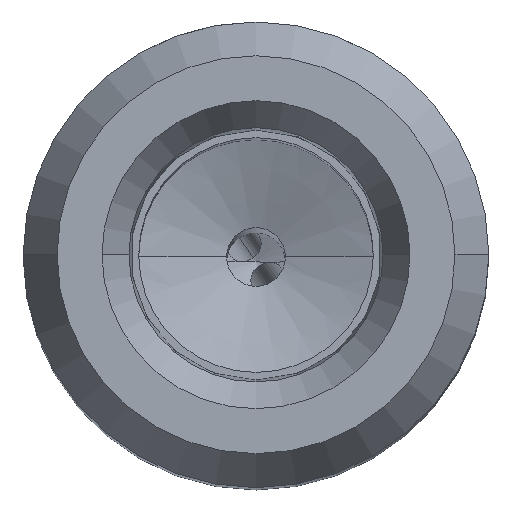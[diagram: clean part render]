
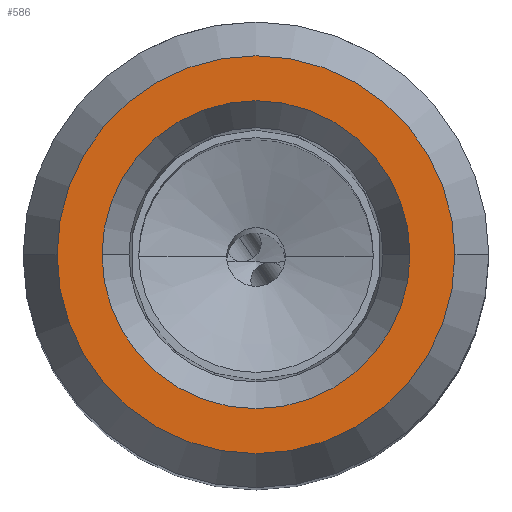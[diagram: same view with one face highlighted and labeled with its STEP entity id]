
A CAD part, top view. The second image highlights one B-rep face of the part: STEP entity #586.
In plain terms, the highlighted planar face has unit normal (0, 0, 1).
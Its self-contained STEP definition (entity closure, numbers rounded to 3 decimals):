
#61=FACE_BOUND('',#1057,.T.);
#62=FACE_BOUND('',#1058,.T.);
#89=PLANE('',#4524);
#586=ADVANCED_FACE('',(#61,#62),#89,.T.);
#1057=EDGE_LOOP('',(#1907,#1908));
#1058=EDGE_LOOP('',(#1909,#1910));
#1907=ORIENTED_EDGE('',*,*,#3676,.T.);
#1908=ORIENTED_EDGE('',*,*,#3677,.T.);
#1909=ORIENTED_EDGE('',*,*,#3678,.T.);
#1910=ORIENTED_EDGE('',*,*,#3679,.T.);
#3163=VERTEX_POINT('',#7449);
#3164=VERTEX_POINT('',#7451);
#3165=VERTEX_POINT('',#7457);
#3166=VERTEX_POINT('',#7458);
#3676=EDGE_CURVE('',#3163,#3164,#4235,.T.);
#3677=EDGE_CURVE('',#3164,#3163,#4236,.T.);
#3678=EDGE_CURVE('',#3165,#3166,#4237,.T.);
#3679=EDGE_CURVE('',#3166,#3165,#4238,.T.);
#4235=CIRCLE('',#4518,5.25);
#4236=CIRCLE('',#4520,5.25);
#4237=CIRCLE('',#4522,6.783);
#4238=CIRCLE('',#4523,6.783);
#4518=AXIS2_PLACEMENT_3D('',#7452,#4990,#4991);
#4520=AXIS2_PLACEMENT_3D('',#7454,#4994,#4995);
#4522=AXIS2_PLACEMENT_3D('',#7456,#4998,#4999);
#4523=AXIS2_PLACEMENT_3D('',#7459,#5000,#5001);
#4524=AXIS2_PLACEMENT_3D('',#7460,#5002,#5003);
#4990=DIRECTION('',(0.,0.,-1.));
#4991=DIRECTION('',(-1.,0.,0.));
#4994=DIRECTION('',(0.,0.,-1.));
#4995=DIRECTION('',(1.,0.,0.));
#4998=DIRECTION('',(0.,0.,1.));
#4999=DIRECTION('',(-1.,0.,0.));
#5000=DIRECTION('',(0.,0.,1.));
#5001=DIRECTION('',(1.,0.,0.));
#5002=DIRECTION('',(0.,0.,1.));
#5003=DIRECTION('',(-1.,0.,0.));
#7449=CARTESIAN_POINT('',(-5.25,0.,24.5));
#7451=CARTESIAN_POINT('',(5.25,0.,24.5));
#7452=CARTESIAN_POINT('',(0.,0.,24.5));
#7454=CARTESIAN_POINT('',(0.,0.,24.5));
#7456=CARTESIAN_POINT('',(0.,0.,24.5));
#7457=CARTESIAN_POINT('',(-6.783,0.,24.5));
#7458=CARTESIAN_POINT('',(6.783,0.,24.5));
#7459=CARTESIAN_POINT('',(0.,0.,24.5));
#7460=CARTESIAN_POINT('',(0.,0.,24.5));
